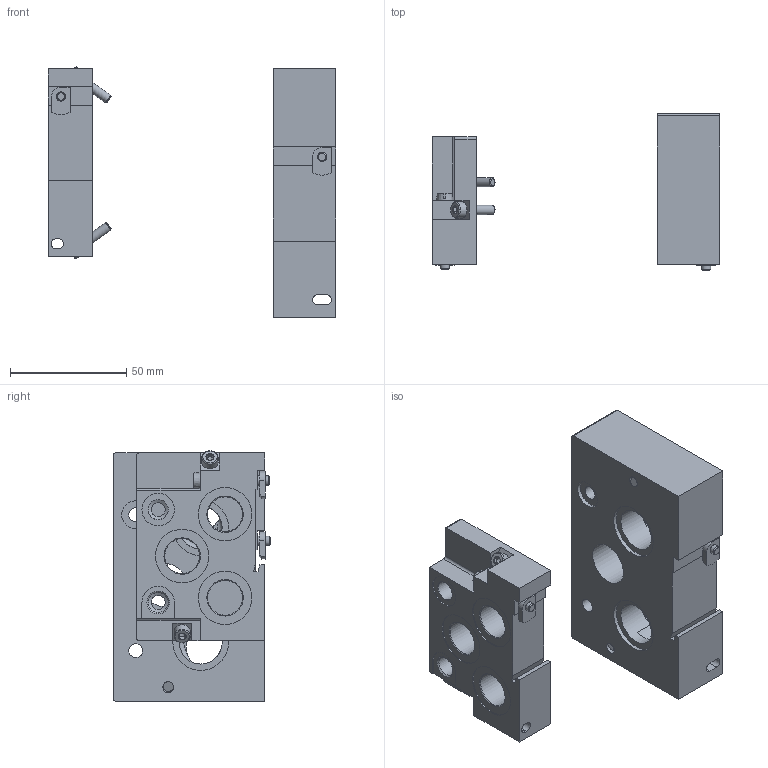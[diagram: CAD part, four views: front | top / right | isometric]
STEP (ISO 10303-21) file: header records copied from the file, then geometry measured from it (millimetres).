
FILE_DESCRIPTION(/* description */ ('STEP AP214'),/* implementation_level */ '2;1');
FILE_NAME(/* name */ '191405_NEV-02-01-VDMA',/* time_stamp */ '2024-09-12T22:32:45+02:00',/* author */ ('License CC BY-ND 4.0'),/* organization */ ('CADENAS'),/* preprocessor_version */ 'ST-DEVELOPER v19.3',/* originating_system */ 'PARTsolutions',/* authorisation */ ' ');
FILE_SCHEMA (('AUTOMOTIVE_DESIGN {1 0 10303 214 3 1 1}'));
Length unit declared in the file: millimetre
Products named in the file (7): 191405 NEV-02-01-VDMA---(78); 161112 NEV-02-VDMA---(L); 161104 NEV-01-VDMA---(R); 344568 TDP-F-M4x38.5-450; 373074 CPA; DIN-912 - M4x16(F); 252474 TDP-F-M4x30-10.9
Assembly tree (8 placements, depth 2):
  191405 NEV-02-01-VDMA---(78)
    161112 NEV-02-VDMA---(L)
    161104 NEV-01-VDMA---(R)
    344568 TDP-F-M4x38.5-450
    373074 CPA  x2
    DIN-912 - M4x16(F)  x2
    252474 TDP-F-M4x30-10.9
Bounding box: 124 x 67.5 x 107.81 mm (x, y, z)
Volume: 208891.9 mm3; surface area: 50232.4 mm2
Topology: 8 solids, 8 shells, 258 faces, 575 edges, 356 vertices
Faces by surface type: plane 131, cylinder 63, cone 55, torus 9
Full cylindrical faces by diameter (mm): 3.242 x6, 4 x4, 4.3 x1, 4.4 x2, 4.5 x2, 6 x4, 7 x2, 8.566 x4, 12 x1, 14 x3, 14.95 x3, 18.5 x2, 18.631 x3, 23 x3, 24 x2, 30 x3
Entity records: 5918 total; most frequent: DIRECTION 1021, CARTESIAN_POINT 1015, ORIENTED_EDGE 810, AXIS2_PLACEMENT_3D 408, EDGE_CURVE 405, FACE_BOUND 359, EDGE_LOOP 356, VERTEX_POINT 304
